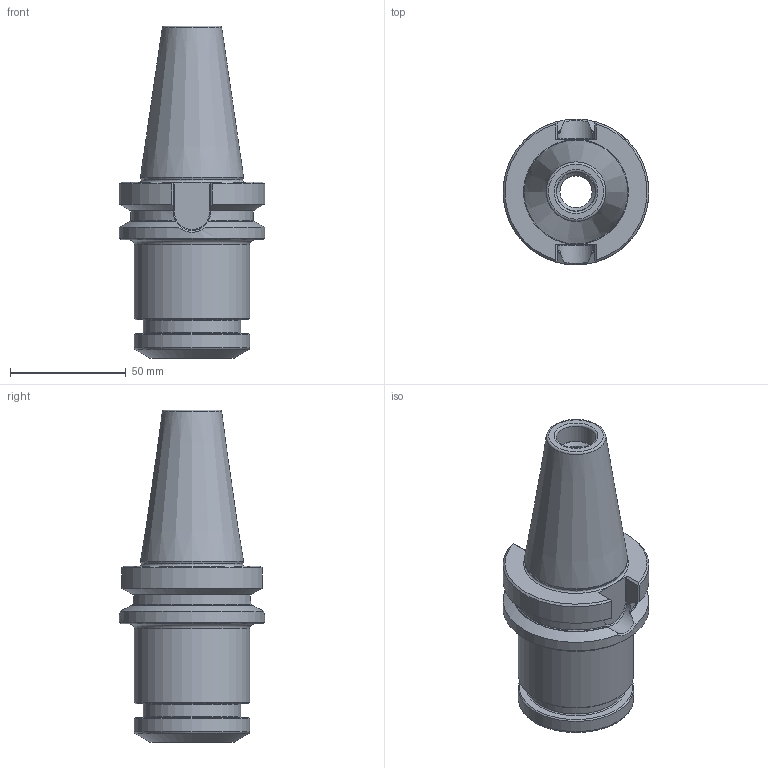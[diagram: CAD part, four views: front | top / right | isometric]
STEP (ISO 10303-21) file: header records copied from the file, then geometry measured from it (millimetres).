
FILE_DESCRIPTION(/* description */ (''),/* implementation_level */ '2;1');
FILE_NAME(/* name */ '214073240.stp',/* time_stamp */ '2021-01-08T12:32:21',/* author */ ('LRA'),/* organization */ ('REGO-FIX'),/* preprocessor_version */ ' Unknown',/* originating_system */ 'SIEMENS PLM Software Solid Edge ST10',/* authorization */ 'Unknown');
FILE_SCHEMA (('AUTOMOTIVE_DESIGN { 1 0 10303 214 2 1 1}'));
Length unit declared in the file: millimetre
Products named in the file (1): NOCUT
Bounding box: 63 x 63 x 143.4 mm (x, y, z)
Volume: 164336.5 mm3; surface area: 36275.9 mm2
Topology: 1 solids, 1 shells, 88 faces, 218 edges, 137 vertices
Faces by surface type: plane 39, cylinder 18, cone 15, torus 14, bspline 2
Full cylindrical faces by diameter (mm): 13.835 x2, 17 x1, 33 x1, 42 x1, 50 x2, 63 x1
Entity records: 3199 total; most frequent: CARTESIAN_POINT 628, DIRECTION 398, ORIENTED_EDGE 374, EDGE_CURVE 187, AXIS2_PLACEMENT_3D 167, VERTEX_POINT 131, EDGE_LOOP 120, FACE_BOUND 120
